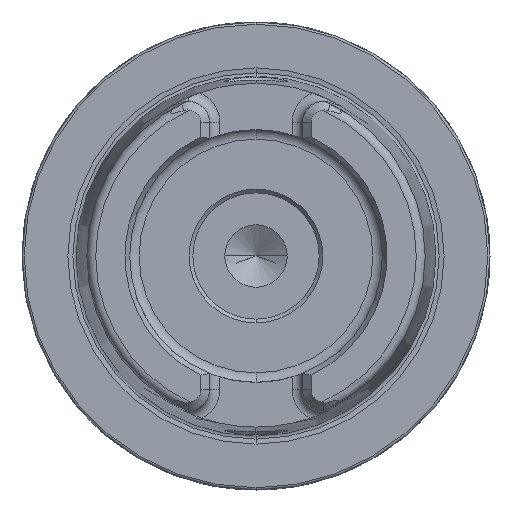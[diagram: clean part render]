
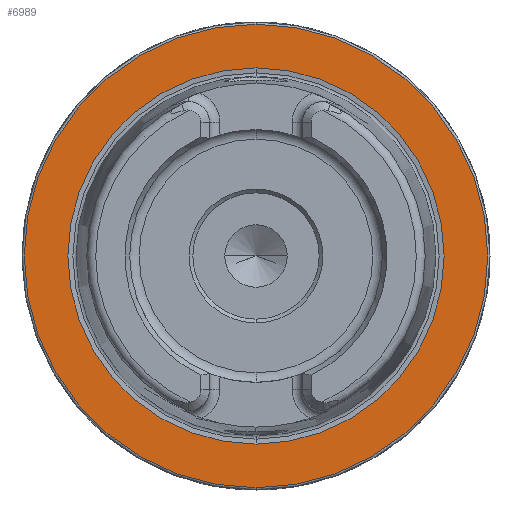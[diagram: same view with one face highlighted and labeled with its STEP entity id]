
A CAD part, left-side view. The second image highlights one B-rep face of the part: STEP entity #6989.
In plain terms, the highlighted planar face has unit normal (-1, 0, 0).
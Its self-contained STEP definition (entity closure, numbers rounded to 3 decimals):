
#78 = CARTESIAN_POINT ( 'NONE',  ( 0., 31.2, 0. ) ) ;
#86 = PLANE ( 'NONE',  #8310 ) ;
#88 = DIRECTION ( 'NONE',  ( 1., 0., 0. ) ) ;
#89 = DIRECTION ( 'NONE',  ( 0., 0., -1. ) ) ;
#1945 = FACE_OUTER_BOUND ( 'NONE', #4732, .T. ) ;
#1950 = FACE_BOUND ( 'NONE', #4733, .T. ) ;
#3344 = VERTEX_POINT ( 'NONE', #4258 ) ;
#3349 = VERTEX_POINT ( 'NONE', #4263 ) ;
#3351 = VERTEX_POINT ( 'NONE', #4265 ) ;
#3352 = VERTEX_POINT ( 'NONE', #4266 ) ;
#3781 = EDGE_CURVE ( 'NONE', #3352, #3351, #4779, .T. ) ;
#3782 = EDGE_CURVE ( 'NONE', #3349, #3344, #4780, .T. ) ;
#4258 = CARTESIAN_POINT ( 'NONE',  ( 0., 0., -25.324 ) ) ;
#4263 = CARTESIAN_POINT ( 'NONE',  ( 0., 0., 25.324 ) ) ;
#4265 = CARTESIAN_POINT ( 'NONE',  ( 0., 0., 31.2 ) ) ;
#4266 = CARTESIAN_POINT ( 'NONE',  ( 0., 0., -31.2 ) ) ;
#4423 = EDGE_CURVE ( 'NONE', #3344, #3349, #10665, .T. ) ;
#4427 = EDGE_CURVE ( 'NONE', #3351, #3352, #10674, .T. ) ;
#4472 = AXIS2_PLACEMENT_3D ( 'NONE', #10892, #10893, #10894 ) ;
#4473 = AXIS2_PLACEMENT_3D ( 'NONE', #10895, #10896, #10897 ) ;
#4732 = EDGE_LOOP ( 'NONE', ( #6751, #6752 ) ) ;
#4733 = EDGE_LOOP ( 'NONE', ( #6749, #6750 ) ) ;
#4779 = CIRCLE ( 'NONE', #4472, 31.2 ) ;
#4780 = CIRCLE ( 'NONE', #4473, 25.324 ) ;
#6011 = CARTESIAN_POINT ( 'NONE',  ( 0., 0., 0. ) ) ;
#6012 = DIRECTION ( 'NONE',  ( -1., 0., 0. ) ) ;
#6013 = DIRECTION ( 'NONE',  ( 0., 0., 1. ) ) ;
#6020 = CARTESIAN_POINT ( 'NONE',  ( 0., 0., 0. ) ) ;
#6021 = DIRECTION ( 'NONE',  ( -1., 0., 0. ) ) ;
#6022 = DIRECTION ( 'NONE',  ( 0., 0., 1. ) ) ;
#6143 = AXIS2_PLACEMENT_3D ( 'NONE', #6011, #6012, #6013 ) ;
#6146 = AXIS2_PLACEMENT_3D ( 'NONE', #6020, #6021, #6022 ) ;
#6749 = ORIENTED_EDGE ( 'NONE', *, *, #3782, .F. ) ;
#6750 = ORIENTED_EDGE ( 'NONE', *, *, #4423, .F. ) ;
#6751 = ORIENTED_EDGE ( 'NONE', *, *, #4427, .T. ) ;
#6752 = ORIENTED_EDGE ( 'NONE', *, *, #3781, .T. ) ;
#6989 = ADVANCED_FACE ( 'NONE', ( #1950, #1945 ), #86, .F. ) ;
#8310 = AXIS2_PLACEMENT_3D ( 'NONE', #78, #88, #89 ) ;
#10665 = CIRCLE ( 'NONE', #6143, 25.324 ) ;
#10674 = CIRCLE ( 'NONE', #6146, 31.2 ) ;
#10892 = CARTESIAN_POINT ( 'NONE',  ( 0., 0., 0. ) ) ;
#10893 = DIRECTION ( 'NONE',  ( -1., 0., 0. ) ) ;
#10894 = DIRECTION ( 'NONE',  ( 0., 0., 1. ) ) ;
#10895 = CARTESIAN_POINT ( 'NONE',  ( 0., 0., 0. ) ) ;
#10896 = DIRECTION ( 'NONE',  ( -1., 0., 0. ) ) ;
#10897 = DIRECTION ( 'NONE',  ( 0., 0., 1. ) ) ;
